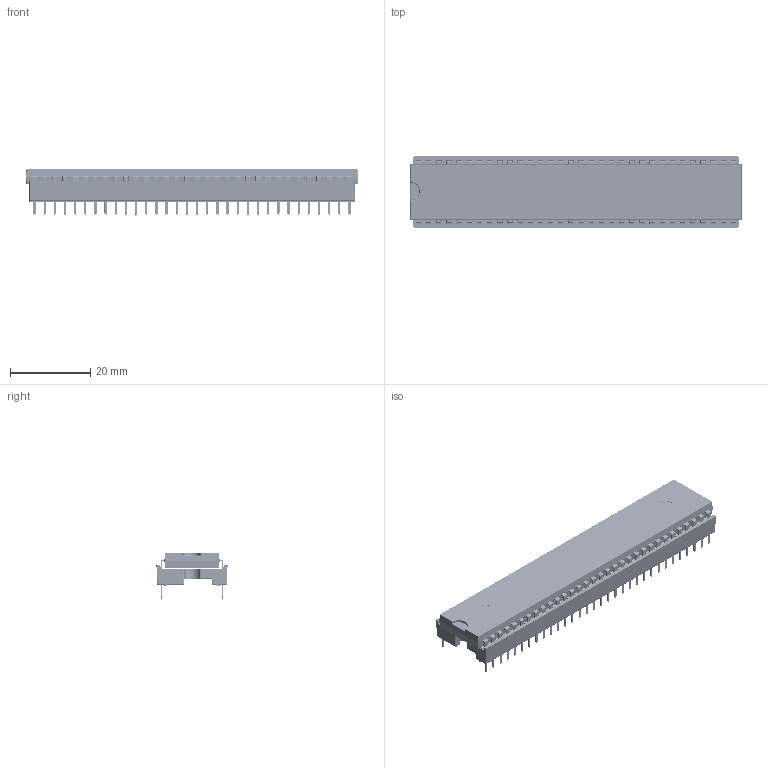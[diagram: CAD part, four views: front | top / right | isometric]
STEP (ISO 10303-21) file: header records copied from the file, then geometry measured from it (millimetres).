
FILE_DESCRIPTION(/* description */ (''),/* implementation_level */ '2;1');
FILE_NAME(/* name */ 'DIP-64 W15.24mm IC with Socket.stp',/* time_stamp */ '2019-09-26T11:06:19+02:00',/* author */ ('Bernd das Brot'),/* organization */ (''),/* preprocessor_version */ 'ST-DEVELOPER v17.2',/* originating_system */ 'Autodesk Inventor 2019',/* authorisation */ '');
FILE_SCHEMA (('AUTOMOTIVE_DESIGN { 1 0 10303 214 3 1 1 }'));
Products named in the file (6): DIP-64 W15.24mm IC Socket; Body DIP-64 Socket; Stamped Dual Wipe Contact for DIP Sockets; DIP-64 W15.24mm Package; DIP-64 W15.24mm; IC Beinchen
Assembly tree (131 placements, depth 3):
  DIP-64 W15.24mm IC Socket
    Stamped Dual Wipe Contact for DIP Sockets  x64
    Body DIP-64 Socket
    DIP-64 W15.24mm Package
      IC Beinchen  x64
      DIP-64 W15.24mm
Bounding box: 83 x 17.78 x 11.51 mm (x, y, z)
Volume: 6713.3 mm3; surface area: 11901.8 mm2
Topology: 130 solids, 130 shells, 24676 faces, 59976 edges, 36007 vertices
Faces by surface type: plane 7735, cylinder 7119, bspline 5706, torus 3205, sphere 911
Full cylindrical faces by diameter (mm): 4 x4
Entity records: 74168 total; most frequent: CARTESIAN_POINT 19659, ORIENTED_EDGE 11706, DIRECTION 10691, EDGE_CURVE 5853, LINE 4713, VECTOR 4713, VERTEX_POINT 3813, AXIS2_PLACEMENT_3D 2989
